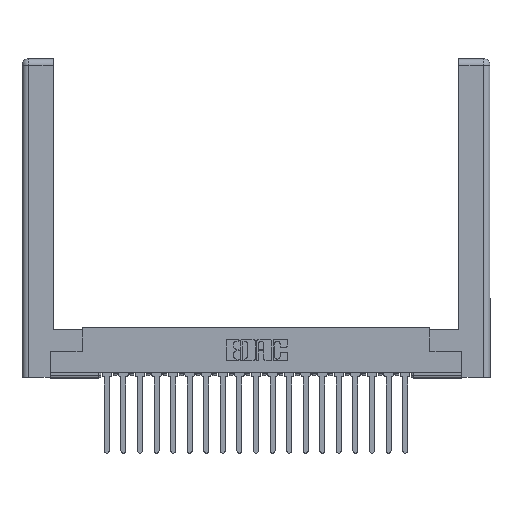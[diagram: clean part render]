
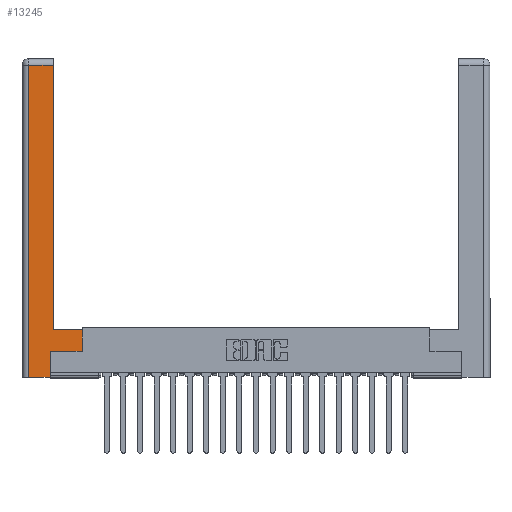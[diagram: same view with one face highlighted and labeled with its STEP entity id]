
A CAD part, top view. The second image highlights one B-rep face of the part: STEP entity #13245.
In plain terms, the highlighted planar face has unit normal (0, 0, 1).
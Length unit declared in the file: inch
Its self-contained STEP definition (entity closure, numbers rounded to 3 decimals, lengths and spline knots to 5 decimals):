
#943 = VERTEX_POINT ( 'NONE', #3581 ) ;
#949 = CARTESIAN_POINT ( 'NONE',  ( 0.0615, 0., 0. ) ) ;
#1156 = CARTESIAN_POINT ( 'NONE',  ( 0.565, 0.45, 0. ) ) ;
#1500 = VECTOR ( 'NONE', #20306, 39.37008 ) ;
#2483 = LINE ( 'NONE', #9806, #1500 ) ;
#2845 = VERTEX_POINT ( 'NONE', #16546 ) ;
#2950 = ORIENTED_EDGE ( 'NONE', *, *, #14884, .T. ) ;
#3301 = LINE ( 'NONE', #10207, #19160 ) ;
#3415 = AXIS2_PLACEMENT_3D ( 'NONE', #3590, #15465, #6871 ) ;
#3490 = EDGE_CURVE ( 'NONE', #15971, #17021, #4348, .T. ) ;
#3581 = CARTESIAN_POINT ( 'NONE',  ( 0.265, 0.245, 0. ) ) ;
#3590 = CARTESIAN_POINT ( 'NONE',  ( 0., 0., 0. ) ) ;
#3662 = ORIENTED_EDGE ( 'NONE', *, *, #4621, .T. ) ;
#3678 = LINE ( 'NONE', #14078, #12722 ) ;
#4028 = DIRECTION ( 'NONE',  ( 0., 1., 0. ) ) ;
#4246 = LINE ( 'NONE', #11053, #4584 ) ;
#4348 = LINE ( 'NONE', #949, #8591 ) ;
#4584 = VECTOR ( 'NONE', #4028, 39.37008 ) ;
#4621 = EDGE_CURVE ( 'NONE', #8964, #11568, #4246, .T. ) ;
#5332 = ORIENTED_EDGE ( 'NONE', *, *, #11976, .T. ) ;
#5591 = EDGE_CURVE ( 'NONE', #18254, #8964, #11194, .T. ) ;
#5623 = ORIENTED_EDGE ( 'NONE', *, *, #3490, .T. ) ;
#6150 = ORIENTED_EDGE ( 'NONE', *, *, #5591, .T. ) ;
#6264 = DIRECTION ( 'NONE',  ( 0., -1., 0. ) ) ;
#6871 = DIRECTION ( 'NONE',  ( -1., 0., 0. ) ) ;
#7181 = EDGE_CURVE ( 'NONE', #943, #2845, #3301, .T. ) ;
#7434 = EDGE_CURVE ( 'NONE', #17021, #10448, #2483, .T. ) ;
#7506 = VECTOR ( 'NONE', #21463, 39.37008 ) ;
#8591 = VECTOR ( 'NONE', #6264, 39.37008 ) ;
#8599 = CARTESIAN_POINT ( 'NONE',  ( 0.0615, 0., 0. ) ) ;
#8783 = CARTESIAN_POINT ( 'NONE',  ( 0.265, 0., 0. ) ) ;
#8800 = FACE_OUTER_BOUND ( 'NONE', #15808, .T. ) ;
#8964 = VERTEX_POINT ( 'NONE', #13416 ) ;
#9376 = CARTESIAN_POINT ( 'NONE',  ( 0.295, 0.45, 0. ) ) ;
#9767 = LINE ( 'NONE', #1156, #19642 ) ;
#9784 = VECTOR ( 'NONE', #16797, 39.37008 ) ;
#9806 = CARTESIAN_POINT ( 'NONE',  ( 0.265, 0., 0. ) ) ;
#10207 = CARTESIAN_POINT ( 'NONE',  ( 0.565, 0.245, 0. ) ) ;
#10448 = VERTEX_POINT ( 'NONE', #8783 ) ;
#10958 = ORIENTED_EDGE ( 'NONE', *, *, #7181, .T. ) ;
#11053 = CARTESIAN_POINT ( 'NONE',  ( 0.295, 3., 0. ) ) ;
#11194 = LINE ( 'NONE', #9376, #7506 ) ;
#11568 = VERTEX_POINT ( 'NONE', #21482 ) ;
#11976 = EDGE_CURVE ( 'NONE', #11568, #15971, #13279, .T. ) ;
#12722 = VECTOR ( 'NONE', #17806, 39.37008 ) ;
#12834 = CARTESIAN_POINT ( 'NONE',  ( 0.0615, 2.94, 0. ) ) ;
#13245 = ADVANCED_FACE ( 'NONE', ( #8800 ), #15678, .F. ) ;
#13279 = LINE ( 'NONE', #12834, #9784 ) ;
#13416 = CARTESIAN_POINT ( 'NONE',  ( 0.295, 0.45, 0. ) ) ;
#14078 = CARTESIAN_POINT ( 'NONE',  ( 0.265, 0.245, 0. ) ) ;
#14884 = EDGE_CURVE ( 'NONE', #10448, #943, #3678, .T. ) ;
#15164 = DIRECTION ( 'NONE',  ( 1., 0., 0. ) ) ;
#15373 = CARTESIAN_POINT ( 'NONE',  ( 0.565, 0.45, 0. ) ) ;
#15465 = DIRECTION ( 'NONE',  ( 0., 0., -1. ) ) ;
#15678 = PLANE ( 'NONE',  #3415 ) ;
#15808 = EDGE_LOOP ( 'NONE', ( #3662, #5332, #5623, #16331, #2950, #10958, #21776, #6150 ) ) ;
#15971 = VERTEX_POINT ( 'NONE', #18609 ) ;
#16331 = ORIENTED_EDGE ( 'NONE', *, *, #7434, .T. ) ;
#16353 = EDGE_CURVE ( 'NONE', #2845, #18254, #9767, .T. ) ;
#16546 = CARTESIAN_POINT ( 'NONE',  ( 0.565, 0.245, 0. ) ) ;
#16797 = DIRECTION ( 'NONE',  ( -1., 0., 0. ) ) ;
#17021 = VERTEX_POINT ( 'NONE', #8599 ) ;
#17806 = DIRECTION ( 'NONE',  ( 0., 1., 0. ) ) ;
#18254 = VERTEX_POINT ( 'NONE', #15373 ) ;
#18609 = CARTESIAN_POINT ( 'NONE',  ( 0.0615, 2.94, 0. ) ) ;
#19160 = VECTOR ( 'NONE', #15164, 39.37008 ) ;
#19642 = VECTOR ( 'NONE', #21847, 39.37008 ) ;
#20306 = DIRECTION ( 'NONE',  ( 1., 0., 0. ) ) ;
#21463 = DIRECTION ( 'NONE',  ( -1., 0., 0. ) ) ;
#21482 = CARTESIAN_POINT ( 'NONE',  ( 0.295, 2.94, 0. ) ) ;
#21776 = ORIENTED_EDGE ( 'NONE', *, *, #16353, .T. ) ;
#21847 = DIRECTION ( 'NONE',  ( 0., 1., 0. ) ) ;
